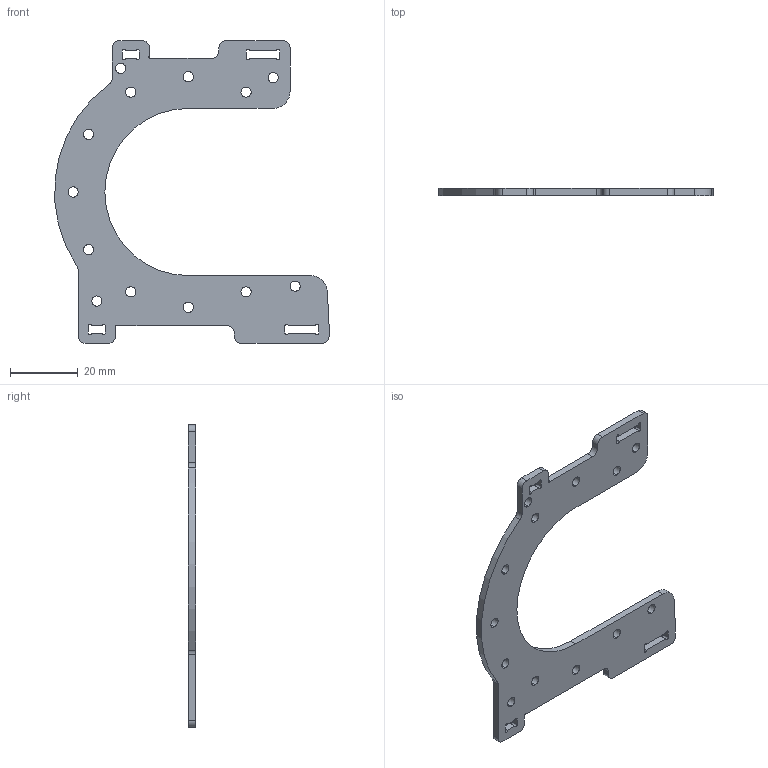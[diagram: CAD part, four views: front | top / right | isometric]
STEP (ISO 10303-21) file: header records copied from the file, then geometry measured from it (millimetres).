
FILE_DESCRIPTION (( 'STEP AP214' ), '1' );
FILE_NAME ('CFplate-motor mount v2 3.STEP', '2024-05-09T04:26:02', ( '' ), ( '' ), 'SwSTEP 2.0', 'SolidWorks 2023', '' );
FILE_SCHEMA (( 'AUTOMOTIVE_DESIGN' ));
Length unit declared in the file: millimetre
Products named in the file (1): CFplate-motor mount v2 3
Bounding box: 80.87 x 2.1 x 89.2 mm (x, y, z)
Volume: 6203.6 mm3; surface area: 7225.3 mm2
Topology: 1 solids, 1 shells, 105 faces, 309 edges, 206 vertices
Faces by surface type: cylinder 70, plane 35
Entity records: 3654 total; most frequent: DIRECTION 661, CARTESIAN_POINT 621, ORIENTED_EDGE 618, EDGE_CURVE 309, AXIS2_PLACEMENT_3D 246, VERTEX_POINT 206, VECTOR 169, LINE 169
